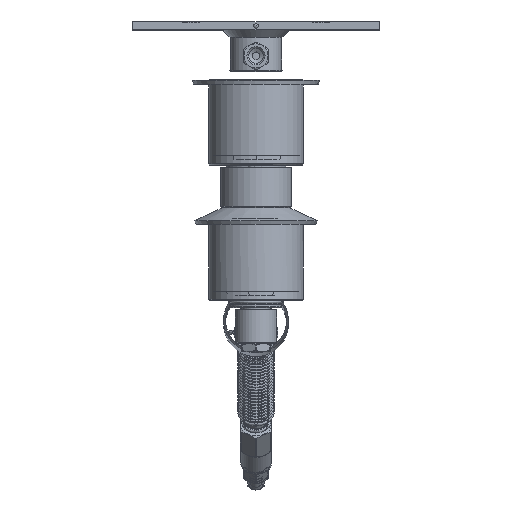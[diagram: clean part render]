
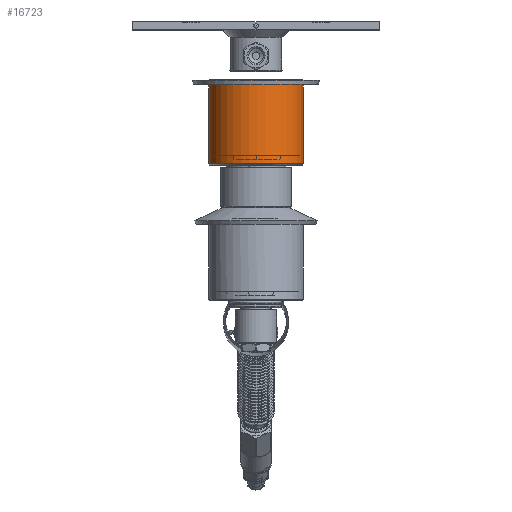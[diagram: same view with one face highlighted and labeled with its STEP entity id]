
A CAD part, top view. The second image highlights one B-rep face of the part: STEP entity #16723.
In plain terms, the highlighted cylindrical face has radius 36.5 mm (diameter 73 mm), a partial arc.
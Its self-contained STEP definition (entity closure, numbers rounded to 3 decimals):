
#1302=LINE('',#32017,#2022);
#1303=LINE('',#32021,#2023);
#2022=VECTOR('',#23423,10.);
#2023=VECTOR('',#23426,10.);
#2406=CYLINDRICAL_SURFACE('',#18801,36.5);
#3473=FACE_OUTER_BOUND('',#4485,.T.);
#4485=EDGE_LOOP('',(#13926,#13927,#13928,#13929,#13930,#13931));
#5744=CIRCLE('',#18799,36.5);
#5745=CIRCLE('',#18800,36.5);
#5746=CIRCLE('',#18802,36.5);
#5747=CIRCLE('',#18803,36.5);
#7248=VERTEX_POINT('',#32015);
#7249=VERTEX_POINT('',#32016);
#7250=VERTEX_POINT('',#32018);
#7251=VERTEX_POINT('',#32020);
#7255=VERTEX_POINT('',#32030);
#7256=VERTEX_POINT('',#32035);
#9508=EDGE_CURVE('',#7248,#7249,#1302,.T.);
#9510=EDGE_CURVE('',#7251,#7250,#1303,.T.);
#9515=EDGE_CURVE('',#7255,#7250,#5744,.T.);
#9516=EDGE_CURVE('',#7248,#7255,#5745,.T.);
#9517=EDGE_CURVE('',#7256,#7249,#5746,.T.);
#9518=EDGE_CURVE('',#7251,#7256,#5747,.T.);
#13926=ORIENTED_EDGE('',*,*,#9508,.T.);
#13927=ORIENTED_EDGE('',*,*,#9517,.F.);
#13928=ORIENTED_EDGE('',*,*,#9518,.F.);
#13929=ORIENTED_EDGE('',*,*,#9510,.T.);
#13930=ORIENTED_EDGE('',*,*,#9515,.F.);
#13931=ORIENTED_EDGE('',*,*,#9516,.F.);
#16723=ADVANCED_FACE('',(#3473),#2406,.T.);
#18799=AXIS2_PLACEMENT_3D('',#32032,#23437,#23438);
#18800=AXIS2_PLACEMENT_3D('',#32033,#23439,#23440);
#18801=AXIS2_PLACEMENT_3D('',#32034,#23441,#23442);
#18802=AXIS2_PLACEMENT_3D('',#32036,#23443,#23444);
#18803=AXIS2_PLACEMENT_3D('',#32037,#23445,#23446);
#23423=DIRECTION('',(0.,-1.,0.));
#23426=DIRECTION('',(0.,1.,0.));
#23437=DIRECTION('center_axis',(0.,1.,0.));
#23438=DIRECTION('ref_axis',(-1.,0.,0.));
#23439=DIRECTION('center_axis',(0.,1.,0.));
#23440=DIRECTION('ref_axis',(-1.,0.,0.));
#23441=DIRECTION('center_axis',(0.,1.,0.));
#23442=DIRECTION('ref_axis',(0.,0.,
1.));
#23443=DIRECTION('center_axis',(0.,-1.,0.));
#23444=DIRECTION('ref_axis',(-1.,0.,0.));
#23445=DIRECTION('center_axis',(0.,-1.,0.));
#23446=DIRECTION('ref_axis',(-1.,0.,0.));
#32015=CARTESIAN_POINT('',(-20.,179.,-30.533));
#32016=CARTESIAN_POINT('',(-20.,116.,-30.533));
#32017=CARTESIAN_POINT('',(-20.,147.5,-30.533));
#32018=CARTESIAN_POINT('',(20.,179.,-30.533));
#32020=CARTESIAN_POINT('',(20.,116.,-30.533));
#32021=CARTESIAN_POINT('',(20.,147.5,-30.533));
#32030=CARTESIAN_POINT('',(36.5,179.,0.));
#32032=CARTESIAN_POINT('Origin',(0.,179.,0.));
#32033=CARTESIAN_POINT('Origin',(0.,179.,0.));
#32034=CARTESIAN_POINT('Origin',(0.,147.5,0.));
#32035=CARTESIAN_POINT('',(36.5,116.,0.));
#32036=CARTESIAN_POINT('Origin',(0.,116.,0.));
#32037=CARTESIAN_POINT('Origin',(0.,116.,0.));
